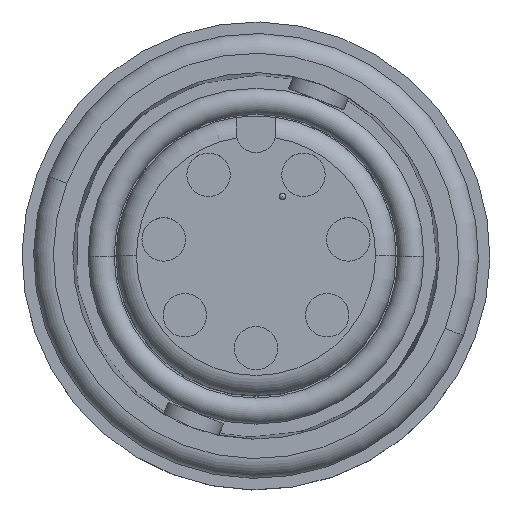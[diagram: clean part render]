
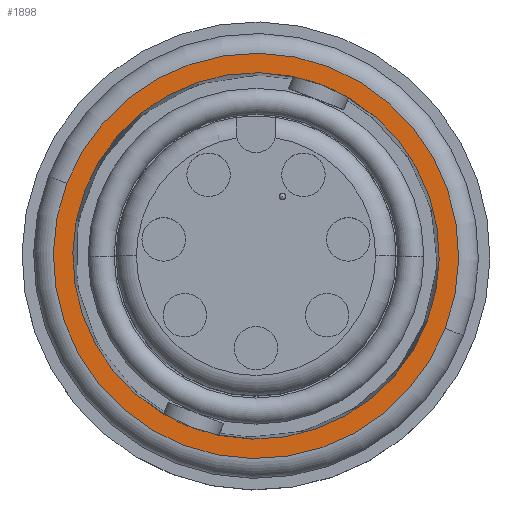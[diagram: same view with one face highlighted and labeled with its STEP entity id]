
A CAD part, top view. The second image highlights one B-rep face of the part: STEP entity #1898.
In plain terms, the highlighted planar face has unit normal (0, 0, 1).
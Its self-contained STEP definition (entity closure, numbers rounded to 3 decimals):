
#56 = VERTEX_POINT ( 'NONE', #11663 ) ;
#198 = AXIS2_PLACEMENT_3D ( 'NONE', #13103, #2835, #14810 ) ;
#481 = DIRECTION ( 'NONE',  ( 0., 0., -1. ) ) ;
#859 = DIRECTION ( 'NONE',  ( 0.934, -0.358, 0. ) ) ;
#1659 = AXIS2_PLACEMENT_3D ( 'NONE', #21337, #11086, #859 ) ;
#1872 = CARTESIAN_POINT ( 'NONE',  ( 2.531, 6.592, 7.061 ) ) ;
#1898 = ADVANCED_FACE ( 'NONE', ( #8481, #3927 ), #5698, .F. ) ;
#2017 = ORIENTED_EDGE ( 'NONE', *, *, #11775, .F. ) ;
#2117 = CIRCLE ( 'NONE', #1659, 7.061 ) ;
#2835 = DIRECTION ( 'NONE',  ( 0., 0., 1. ) ) ;
#2954 = ORIENTED_EDGE ( 'NONE', *, *, #4138, .T. ) ;
#3032 = DIRECTION ( 'NONE',  ( -0.934, 0.358, 0. ) ) ;
#3549 = CARTESIAN_POINT ( 'NONE',  ( 0., 0., 7.061 ) ) ;
#3927 = FACE_OUTER_BOUND ( 'NONE', #20862, .T. ) ;
#4138 = EDGE_CURVE ( 'NONE', #56, #13180, #7074, .T. ) ;
#5249 = DIRECTION ( 'NONE',  ( -0.934, 0.358, 0. ) ) ;
#5675 = EDGE_CURVE ( 'NONE', #10438, #15241, #20412, .T. ) ;
#5698 = PLANE ( 'NONE',  #20980 ) ;
#6573 = DIRECTION ( 'NONE',  ( 0., 0., 1. ) ) ;
#6630 = AXIS2_PLACEMENT_3D ( 'NONE', #3549, #15509, #5249 ) ;
#7074 = CIRCLE ( 'NONE', #10980, 7.811 ) ;
#7429 = CARTESIAN_POINT ( 'NONE',  ( 0., 0., 7.061 ) ) ;
#8281 = VERTEX_POINT ( 'NONE', #1872 ) ;
#8481 = FACE_BOUND ( 'NONE', #14485, .T. ) ;
#8687 = EDGE_CURVE ( 'NONE', #15241, #8281, #11015, .T. ) ;
#8826 = ORIENTED_EDGE ( 'NONE', *, *, #5675, .F. ) ;
#8976 = EDGE_CURVE ( 'NONE', #13180, #56, #16349, .T. ) ;
#10438 = VERTEX_POINT ( 'NONE', #19155 ) ;
#10980 = AXIS2_PLACEMENT_3D ( 'NONE', #21141, #12246, #3032 ) ;
#11015 = CIRCLE ( 'NONE', #198, 7.061 ) ;
#11086 = DIRECTION ( 'NONE',  ( 0., 0., 1. ) ) ;
#11663 = CARTESIAN_POINT ( 'NONE',  ( 7.292, -2.799, 7.061 ) ) ;
#11775 = EDGE_CURVE ( 'NONE', #8281, #10438, #2117, .T. ) ;
#12246 = DIRECTION ( 'NONE',  ( 0., 0., 1. ) ) ;
#12877 = CARTESIAN_POINT ( 'NONE',  ( -7.292, 2.799, 7.061 ) ) ;
#13103 = CARTESIAN_POINT ( 'NONE',  ( 0., 0., 7.061 ) ) ;
#13180 = VERTEX_POINT ( 'NONE', #12877 ) ;
#14160 = CARTESIAN_POINT ( 'NONE',  ( 6.592, -2.531, 7.061 ) ) ;
#14397 = ORIENTED_EDGE ( 'NONE', *, *, #8976, .T. ) ;
#14485 = EDGE_LOOP ( 'NONE', ( #2017, #14868, #8826 ) ) ;
#14810 = DIRECTION ( 'NONE',  ( 0.934, -0.358, 0. ) ) ;
#14868 = ORIENTED_EDGE ( 'NONE', *, *, #8687, .F. ) ;
#15241 = VERTEX_POINT ( 'NONE', #14160 ) ;
#15509 = DIRECTION ( 'NONE',  ( 0., 0., 1. ) ) ;
#16349 = CIRCLE ( 'NONE', #6630, 7.811 ) ;
#16819 = CARTESIAN_POINT ( 'NONE',  ( 0., 0., 7.061 ) ) ;
#18545 = DIRECTION ( 'NONE',  ( 0.934, -0.358, 0. ) ) ;
#19155 = CARTESIAN_POINT ( 'NONE',  ( -2.531, -6.592, 7.061 ) ) ;
#19170 = AXIS2_PLACEMENT_3D ( 'NONE', #16819, #6573, #18545 ) ;
#20412 = CIRCLE ( 'NONE', #19170, 7.061 ) ;
#20862 = EDGE_LOOP ( 'NONE', ( #14397, #2954 ) ) ;
#20980 = AXIS2_PLACEMENT_3D ( 'NONE', #7429, #481, #21100 ) ;
#21100 = DIRECTION ( 'NONE',  ( -0.934, 0.358, 0. ) ) ;
#21141 = CARTESIAN_POINT ( 'NONE',  ( 0., 0., 7.061 ) ) ;
#21337 = CARTESIAN_POINT ( 'NONE',  ( 0., 0., 7.061 ) ) ;
